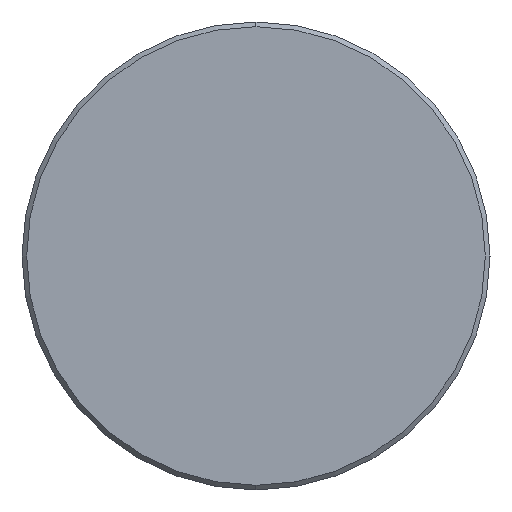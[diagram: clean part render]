
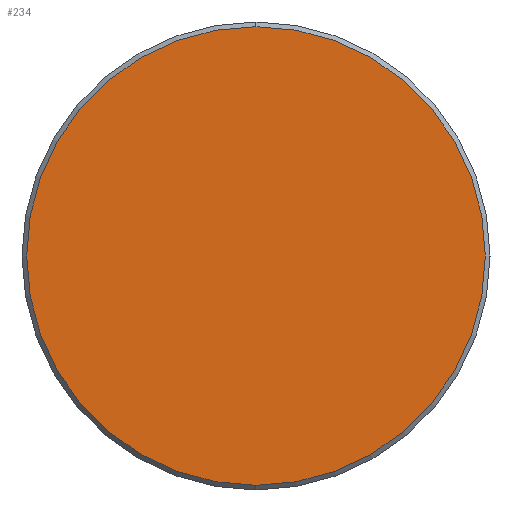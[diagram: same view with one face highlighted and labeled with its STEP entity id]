
A CAD part, left-side view. The second image highlights one B-rep face of the part: STEP entity #234.
In plain terms, the highlighted planar face has unit normal (-1, 0, 0).
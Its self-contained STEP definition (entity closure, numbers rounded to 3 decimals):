
#92 = AXIS2_PLACEMENT_3D ( 'NONE', #394, #523, #778 ) ;
#94 = CARTESIAN_POINT ( 'NONE',  ( 0., 0., -14.7 ) ) ;
#145 = DIRECTION ( 'NONE',  ( 1., 0., 0. ) ) ;
#147 = FACE_OUTER_BOUND ( 'NONE', #591, .T. ) ;
#155 = DIRECTION ( 'NONE',  ( 0., 0., -1. ) ) ;
#193 = EDGE_CURVE ( 'NONE', #560, #227, #760, .T. ) ;
#214 = ORIENTED_EDGE ( 'NONE', *, *, #482, .T. ) ;
#227 = VERTEX_POINT ( 'NONE', #94 ) ;
#234 = ADVANCED_FACE ( 'NONE', ( #147 ), #331, .F. ) ;
#283 = CARTESIAN_POINT ( 'NONE',  ( 0., 0., 0. ) ) ;
#331 = PLANE ( 'NONE',  #693 ) ;
#394 = CARTESIAN_POINT ( 'NONE',  ( 0., 0., 0. ) ) ;
#407 = DIRECTION ( 'NONE',  ( -1., 0., 0. ) ) ;
#408 = ORIENTED_EDGE ( 'NONE', *, *, #193, .T. ) ;
#420 = CIRCLE ( 'NONE', #423, 14.7 ) ;
#423 = AXIS2_PLACEMENT_3D ( 'NONE', #283, #407, #813 ) ;
#482 = EDGE_CURVE ( 'NONE', #227, #560, #420, .T. ) ;
#523 = DIRECTION ( 'NONE',  ( -1., 0., 0. ) ) ;
#560 = VERTEX_POINT ( 'NONE', #621 ) ;
#590 = CARTESIAN_POINT ( 'NONE',  ( 0., 0., 0. ) ) ;
#591 = EDGE_LOOP ( 'NONE', ( #214, #408 ) ) ;
#621 = CARTESIAN_POINT ( 'NONE',  ( 0., 0., 14.7 ) ) ;
#693 = AXIS2_PLACEMENT_3D ( 'NONE', #590, #145, #155 ) ;
#760 = CIRCLE ( 'NONE', #92, 14.7 ) ;
#778 = DIRECTION ( 'NONE',  ( 0., 0., 1. ) ) ;
#813 = DIRECTION ( 'NONE',  ( 0., 0., 1. ) ) ;
